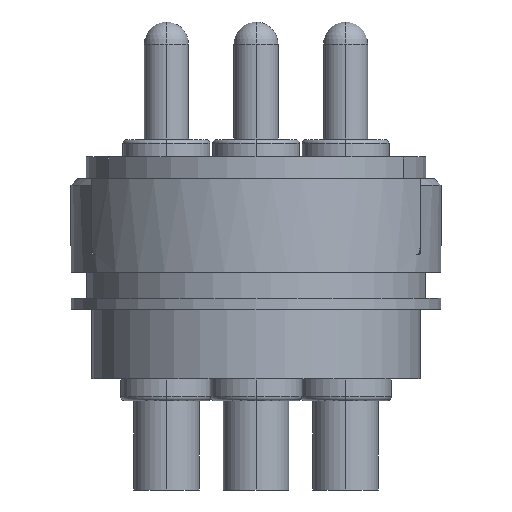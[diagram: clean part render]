
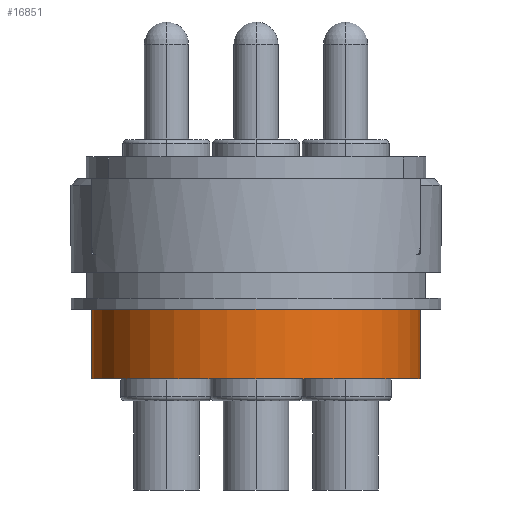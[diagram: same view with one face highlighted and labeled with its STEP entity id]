
A CAD part, left-side view. The second image highlights one B-rep face of the part: STEP entity #16851.
In plain terms, the highlighted cylindrical face has radius 7.55 mm (diameter 15.1 mm), a partial arc.
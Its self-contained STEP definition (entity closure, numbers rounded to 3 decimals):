
#2732=DIRECTION('',(0.,0.,-1.));
#2733=VECTOR('',#2732,3.2);
#2734=CARTESIAN_POINT('',(0.,-7.55,-2.5));
#2735=LINE('',#2734,#2733);
#2736=DIRECTION('',(0.,0.,-1.));
#2737=VECTOR('',#2736,3.2);
#2738=CARTESIAN_POINT('',(0.,7.55,-2.5));
#2739=LINE('',#2738,#2737);
#2740=CARTESIAN_POINT('',(0.,0.,-2.5));
#2741=DIRECTION('',(0.,0.,-1.));
#2742=DIRECTION('',(0.,-1.,0.));
#2743=AXIS2_PLACEMENT_3D('',#2740,#2741,#2742);
#2745=CARTESIAN_POINT('',(0.,0.,-5.7));
#2746=DIRECTION('',(0.,0.,-1.));
#2747=DIRECTION('',(0.,-1.,0.));
#2748=AXIS2_PLACEMENT_3D('',#2745,#2746,#2747);
#12435=CARTESIAN_POINT('',(0.,-7.55,-2.5));
#12436=CARTESIAN_POINT('',(0.,-7.55,-5.7));
#12437=VERTEX_POINT('',#12435);
#12438=VERTEX_POINT('',#12436);
#12439=CARTESIAN_POINT('',(0.,7.55,-2.5));
#12440=CARTESIAN_POINT('',(0.,7.55,-5.7));
#12441=VERTEX_POINT('',#12439);
#12442=VERTEX_POINT('',#12440);
#16839=CARTESIAN_POINT('',(0.,0.,-6.21));
#16840=DIRECTION('',(0.,0.,1.));
#16841=DIRECTION('',(0.,1.,0.));
#16842=AXIS2_PLACEMENT_3D('',#16839,#16840,#16841);
#16843=CYLINDRICAL_SURFACE('',#16842,7.55);
#16844=ORIENTED_EDGE('',*,*,#16829,.T.);
#16846=ORIENTED_EDGE('',*,*,#16845,.T.);
#16847=ORIENTED_EDGE('',*,*,#16832,.F.);
#16848=ORIENTED_EDGE('',*,*,#16715,.F.);
#16849=EDGE_LOOP('',(#16844,#16846,#16847,#16848));
#16850=FACE_OUTER_BOUND('',#16849,.F.);
#2744=CIRCLE('',#2743,7.55);
#2749=CIRCLE('',#2748,7.55);
#16715=EDGE_CURVE('',#12437,#12441,#2744,.T.);
#16829=EDGE_CURVE('',#12437,#12438,#2735,.T.);
#16832=EDGE_CURVE('',#12441,#12442,#2739,.T.);
#16845=EDGE_CURVE('',#12438,#12442,#2749,.T.);
#16851=ADVANCED_FACE('',(#16850),#16843,.T.);
